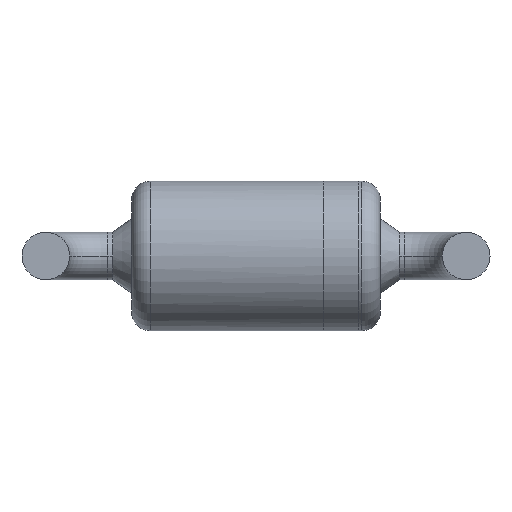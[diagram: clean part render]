
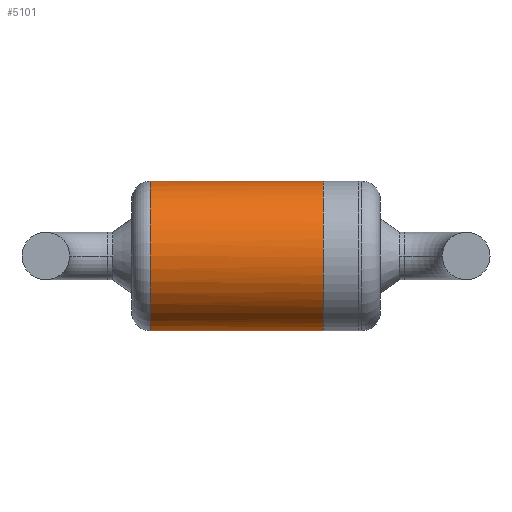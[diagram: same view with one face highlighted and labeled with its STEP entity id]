
A CAD part, front view. The second image highlights one B-rep face of the part: STEP entity #5101.
In plain terms, the highlighted cylindrical face has radius 1.355 mm (diameter 2.71 mm), a partial arc.
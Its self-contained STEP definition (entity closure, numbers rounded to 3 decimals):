
#13 = DIRECTION ( 'NONE',  ( -1., 0., 0. ) ) ;
#48 = CARTESIAN_POINT ( 'NONE',  ( 5.026, 1.171, -0.682 ) ) ;
#73 = CARTESIAN_POINT ( 'NONE',  ( 5.026, 1., 0.177 ) ) ;
#144 = CARTESIAN_POINT ( 'NONE',  ( 1.894, 2.355, -1.355 ) ) ;
#265 = EDGE_CURVE ( 'NONE', #3746, #1717, #5106, .T. ) ;
#415 = CARTESIAN_POINT ( 'NONE',  ( 5.026, 1.271, -0.833 ) ) ;
#460 = CYLINDRICAL_SURFACE ( 'NONE', #1764, 1.355 ) ;
#543 = VERTEX_POINT ( 'NONE', #144 ) ;
#591 = ORIENTED_EDGE ( 'NONE', *, *, #1302, .T. ) ;
#701 = CARTESIAN_POINT ( 'NONE',  ( 1.21, 2.355, 1.355 ) ) ;
#885 = CIRCLE ( 'NONE', #3473, 1.355 ) ;
#904 = CARTESIAN_POINT ( 'NONE',  ( 5.026, 1.522, 1.084 ) ) ;
#1188 = LINE ( 'NONE', #701, #1222 ) ;
#1222 = VECTOR ( 'NONE', #4727, 1000. ) ;
#1289 = EDGE_CURVE ( 'NONE', #543, #3029, #885, .T. ) ;
#1302 = EDGE_CURVE ( 'NONE', #1717, #3029, #1188, .T. ) ;
#1485 = EDGE_CURVE ( 'NONE', #3746, #543, #2045, .T. ) ;
#1512 = DIRECTION ( 'NONE',  ( -1., 0., 0. ) ) ;
#1590 = CARTESIAN_POINT ( 'NONE',  ( 5.026, 2.355, -1.355 ) ) ;
#1616 = CARTESIAN_POINT ( 'NONE',  ( 5.026, 1.673, 1.184 ) ) ;
#1697 = CARTESIAN_POINT ( 'NONE',  ( 5.026, 2.355, 1.355 ) ) ;
#1717 = VERTEX_POINT ( 'NONE', #3924 ) ;
#1764 = AXIS2_PLACEMENT_3D ( 'NONE', #3359, #4119, #3256 ) ;
#1985 = CARTESIAN_POINT ( 'NONE',  ( 1.894, 2.355, 1.355 ) ) ;
#2031 = CARTESIAN_POINT ( 'NONE',  ( 5.026, 2., -1.32 ) ) ;
#2045 = LINE ( 'NONE', #3283, #3776 ) ;
#2178 = ORIENTED_EDGE ( 'NONE', *, *, #265, .T. ) ;
#2241 = DIRECTION ( 'NONE',  ( 0., 0., 1. ) ) ;
#2378 = CARTESIAN_POINT ( 'NONE',  ( 5.026, 2.178, 1.355 ) ) ;
#2417 = ORIENTED_EDGE ( 'NONE', *, *, #1485, .F. ) ;
#2432 = CARTESIAN_POINT ( 'NONE',  ( 5.026, 1.522, -1.084 ) ) ;
#2462 = CARTESIAN_POINT ( 'NONE',  ( 5.026, 2.178, -1.355 ) ) ;
#2785 = CARTESIAN_POINT ( 'NONE',  ( 5.026, 1.673, -1.184 ) ) ;
#2814 = CARTESIAN_POINT ( 'NONE',  ( 5.026, 1.035, -0.355 ) ) ;
#3029 = VERTEX_POINT ( 'NONE', #1985 ) ;
#3172 = CARTESIAN_POINT ( 'NONE',  ( 1.894, 2.355, 0. ) ) ;
#3256 = DIRECTION ( 'NONE',  ( 0., 0., 1. ) ) ;
#3283 = CARTESIAN_POINT ( 'NONE',  ( 1.21, 2.355, -1.355 ) ) ;
#3359 = CARTESIAN_POINT ( 'NONE',  ( 1.21, 2.355, 0. ) ) ;
#3397 = CARTESIAN_POINT ( 'NONE',  ( 5.026, 2.355, -1.355 ) ) ;
#3473 = AXIS2_PLACEMENT_3D ( 'NONE', #3172, #1512, #2241 ) ;
#3496 = ORIENTED_EDGE ( 'NONE', *, *, #1289, .F. ) ;
#3590 = CARTESIAN_POINT ( 'NONE',  ( 5.026, 1.271, 0.833 ) ) ;
#3746 = VERTEX_POINT ( 'NONE', #3397 ) ;
#3776 = VECTOR ( 'NONE', #13, 1000. ) ;
#3924 = CARTESIAN_POINT ( 'NONE',  ( 5.026, 2.355, 1.355 ) ) ;
#4033 = EDGE_LOOP ( 'NONE', ( #2417, #2178, #591, #3496 ) ) ;
#4119 = DIRECTION ( 'NONE',  ( -1., 0., 0. ) ) ;
#4377 = CARTESIAN_POINT ( 'NONE',  ( 5.026, 2., 1.32 ) ) ;
#4400 = CARTESIAN_POINT ( 'NONE',  ( 5.026, 1., -0.177 ) ) ;
#4444 = CARTESIAN_POINT ( 'NONE',  ( 5.026, 1.035, 0.355 ) ) ;
#4472 = CARTESIAN_POINT ( 'NONE',  ( 5.026, 1.171, 0.682 ) ) ;
#4727 = DIRECTION ( 'NONE',  ( -1., 0., 0. ) ) ;
#4906 = FACE_OUTER_BOUND ( 'NONE', #4033, .T. ) ;
#5101 = ADVANCED_FACE ( 'NONE', ( #4906 ), #460, .T. ) ;
#5106 = B_SPLINE_CURVE_WITH_KNOTS ( 'NONE', 3,
 ( #1590, #2462, #2031, #2785, #2432, #415, #48, #2814, #4400, #73, #4444, #4472, #3590, #904, #1616, #4377, #2378, #1697 ),
 .UNSPECIFIED., .F., .F.,
 ( 4, 2, 2, 2, 2, 2, 2, 2, 4 ),
 ( 0.5, 0.562, 0.625, 0.687, 0.75, 0.813, 0.875, 0.938, 1. ),
 .UNSPECIFIED. ) ;
